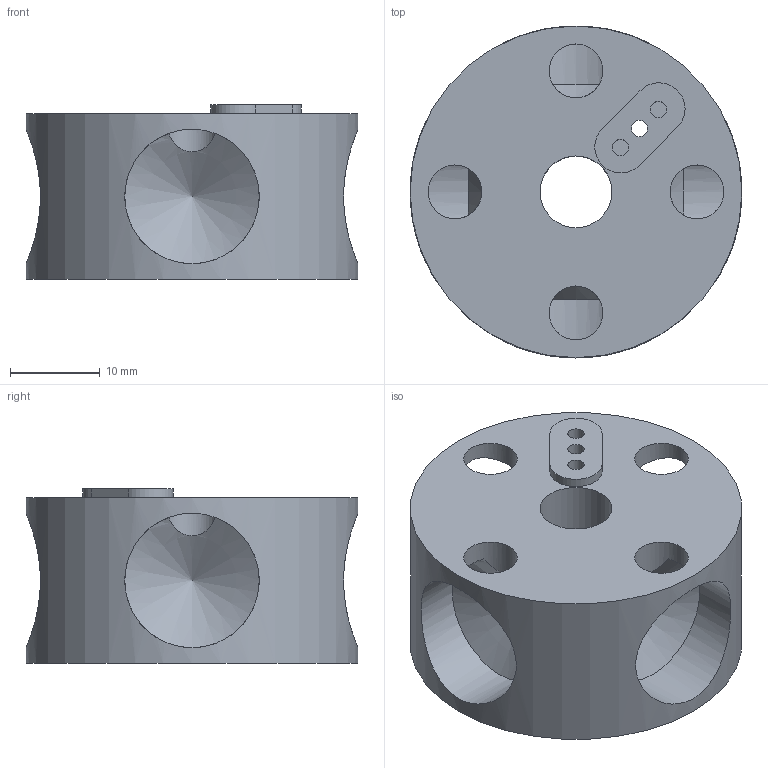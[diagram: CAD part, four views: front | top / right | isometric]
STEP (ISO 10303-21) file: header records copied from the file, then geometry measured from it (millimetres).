
FILE_DESCRIPTION((''),'2;1');
FILE_NAME('feed_wheel_rev4.stp','2013-12-19T17:27:21',('Administrator'),(''),'Autodesk Inventor 2011','Autodesk Inventor 2011','');
FILE_SCHEMA(('AUTOMOTIVE_DESIGN { 1 0 10303 214 1 1 1 1 }'));
Length unit declared in the file: millimetre
Products named in the file (1): feed_wheel_rev4
Bounding box: 37 x 37 x 19.5 mm (x, y, z)
Volume: 13081.6 mm3; surface area: 6440.8 mm2
Topology: 1 solids, 1 shells, 34 faces, 94 edges, 64 vertices
Faces by surface type: cylinder 19, plane 11, cone 4
Full cylindrical faces by diameter (mm): 1.82 x3, 2.2 x4, 6 x4, 8 x1, 15 x4, 37 x1
Entity records: 1158 total; most frequent: CARTESIAN_POINT 447, DIRECTION 138, ORIENTED_EDGE 108, EDGE_LOOP 70, AXIS2_PLACEMENT_3D 65, EDGE_CURVE 54, VERTEX_POINT 46, FACE_BOUND 36
